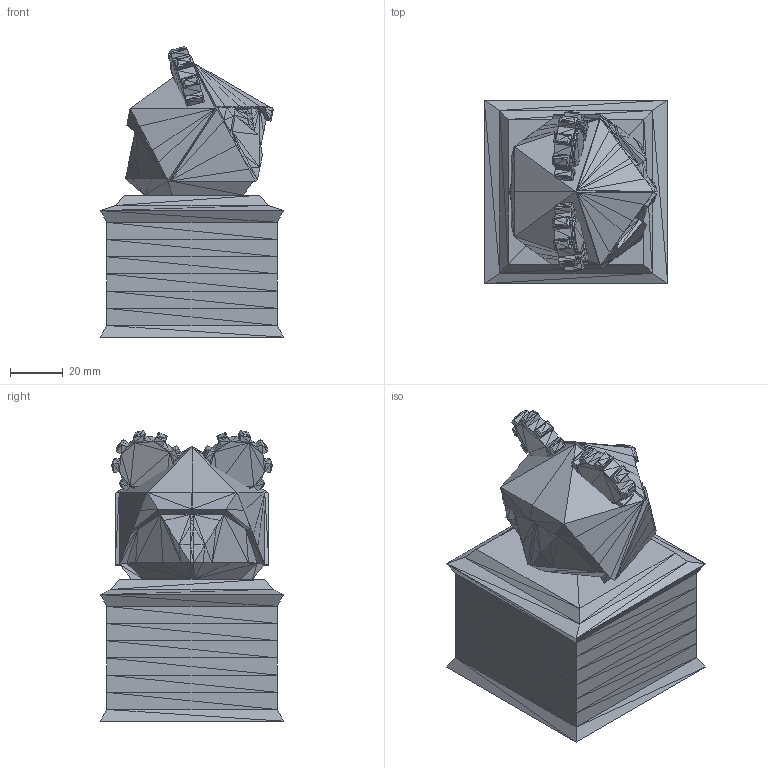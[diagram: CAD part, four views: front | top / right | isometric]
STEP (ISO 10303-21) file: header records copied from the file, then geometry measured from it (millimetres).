
FILE_DESCRIPTION (( 'STEP AP214' ), '1' );
FILE_NAME ('Statue1.STEP', '2022-07-18T13:47:24', ( '' ), ( '' ), 'SwSTEP 2.0', 'SolidWorks 2022', '' );
FILE_SCHEMA (( 'AUTOMOTIVE_DESIGN' ));
Length unit declared in the file: millimetre
Products named in the file (1): Statue1
Bounding box: 69.3 x 69.31 x 109.61 mm (x, y, z)
Surface area: 36268.1 mm2 (no closed solid volume)
Topology: 0 solids, 6 shells, 1195 faces, 1820 edges, 633 vertices
Faces by surface type: plane 1195
Entity records: 23629 total; most frequent: DIRECTION 4204, CARTESIAN_POINT 3673, ORIENTED_EDGE 3626, EDGE_CURVE 1820, VECTOR 1812, LINE 1812, AXIS2_PLACEMENT_3D 1196, EDGE_LOOP 1195
